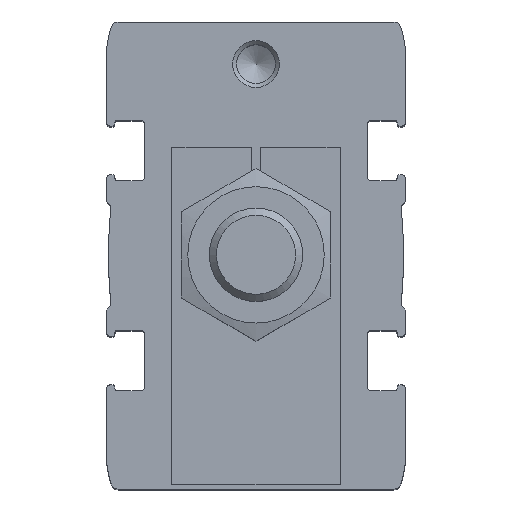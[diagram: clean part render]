
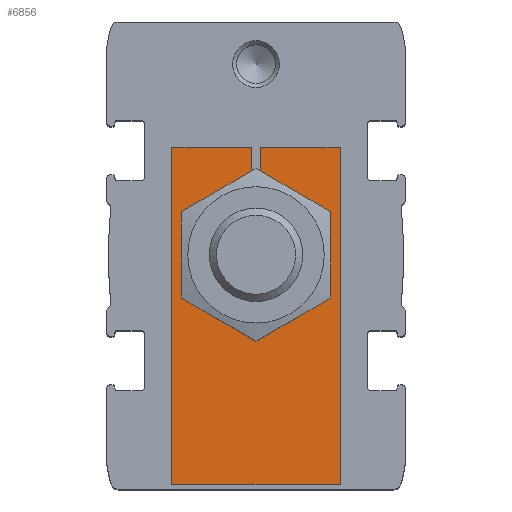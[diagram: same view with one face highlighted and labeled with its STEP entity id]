
A CAD part, top view. The second image highlights one B-rep face of the part: STEP entity #6856.
In plain terms, the highlighted planar face has unit normal (0, 0, 1).
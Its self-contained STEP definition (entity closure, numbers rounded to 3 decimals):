
#221=PLANE('',#7433);
#590=LINE('',#10745,#988);
#592=LINE('',#10750,#990);
#595=LINE('',#10758,#993);
#598=LINE('',#10764,#996);
#601=LINE('',#10772,#999);
#605=LINE('',#10783,#1003);
#606=LINE('',#10785,#1004);
#988=VECTOR('',#8856,1000.);
#990=VECTOR('',#8860,1000.);
#993=VECTOR('',#8867,1000.);
#996=VECTOR('',#8872,1000.);
#999=VECTOR('',#8879,1000.);
#1003=VECTOR('',#8891,1000.);
#1004=VECTOR('',#8892,1000.);
#1277=CIRCLE('',#7434,5.);
#2605=ORIENTED_EDGE('',*,*,#3409,.F.);
#2606=ORIENTED_EDGE('',*,*,#3390,.T.);
#2607=ORIENTED_EDGE('',*,*,#3396,.T.);
#2608=ORIENTED_EDGE('',*,*,#3399,.T.);
#2609=ORIENTED_EDGE('',*,*,#3403,.T.);
#2610=ORIENTED_EDGE('',*,*,#3392,.T.);
#2611=ORIENTED_EDGE('',*,*,#3410,.F.);
#2612=ORIENTED_EDGE('',*,*,#3411,.F.);
#3390=EDGE_CURVE('',#3932,#3934,#590,.T.);
#3392=EDGE_CURVE('',#3937,#3936,#592,.T.);
#3396=EDGE_CURVE('',#3934,#3940,#595,.T.);
#3399=EDGE_CURVE('',#3940,#3942,#598,.T.);
#3403=EDGE_CURVE('',#3942,#3937,#601,.T.);
#3409=EDGE_CURVE('',#3932,#3948,#605,.T.);
#3410=EDGE_CURVE('',#3949,#3936,#606,.T.);
#3411=EDGE_CURVE('',#3948,#3949,#1277,.T.);
#3932=VERTEX_POINT('',#10740);
#3934=VERTEX_POINT('',#10744);
#3936=VERTEX_POINT('',#10749);
#3937=VERTEX_POINT('',#10751);
#3940=VERTEX_POINT('',#10759);
#3942=VERTEX_POINT('',#10765);
#3948=VERTEX_POINT('',#10784);
#3949=VERTEX_POINT('',#10786);
#4411=EDGE_LOOP('',(#2605,#2606,#2607,#2608,#2609,#2610,#2611,#2612));
#4829=FACE_BOUND('',#4411,.T.);
#6856=ADVANCED_FACE('',(#4829),#221,.T.);
#7433=AXIS2_PLACEMENT_3D('',#10782,#8889,#8890);
#7434=AXIS2_PLACEMENT_3D('',#10787,#8893,#8894);
#8856=DIRECTION('',(-1.,0.,0.));
#8860=DIRECTION('',(-1.,0.,0.));
#8867=DIRECTION('',(0.,-1.,0.));
#8872=DIRECTION('',(1.,0.,0.));
#8879=DIRECTION('',(0.,1.,0.));
#8889=DIRECTION('',(0.,0.,1.));
#8890=DIRECTION('',(1.,0.,0.));
#8891=DIRECTION('',(0.,-1.,0.));
#8892=DIRECTION('',(0.,1.,0.));
#8893=DIRECTION('',(0.,0.,1.));
#8894=DIRECTION('',(1.,0.,0.));
#10740=CARTESIAN_POINT('',(-0.5,36.,0.));
#10744=CARTESIAN_POINT('',(-9.,36.,0.));
#10745=CARTESIAN_POINT('',(9.,36.,0.));
#10749=CARTESIAN_POINT('',(0.5,36.,0.));
#10750=CARTESIAN_POINT('',(9.,36.,0.));
#10751=CARTESIAN_POINT('',(9.,36.,0.));
#10758=CARTESIAN_POINT('',(-9.,36.,0.));
#10759=CARTESIAN_POINT('',(-9.,0.,0.));
#10764=CARTESIAN_POINT('',(-9.,0.,0.));
#10765=CARTESIAN_POINT('',(9.,0.,0.));
#10772=CARTESIAN_POINT('',(9.,0.,0.));
#10782=CARTESIAN_POINT('',(0.,0.,0.));
#10783=CARTESIAN_POINT('',(-0.5,36.,0.));
#10784=CARTESIAN_POINT('',(-0.5,29.475,0.));
#10785=CARTESIAN_POINT('',(0.5,29.475,0.));
#10786=CARTESIAN_POINT('',(0.5,29.475,0.));
#10787=CARTESIAN_POINT('',(0.,24.5,0.));
